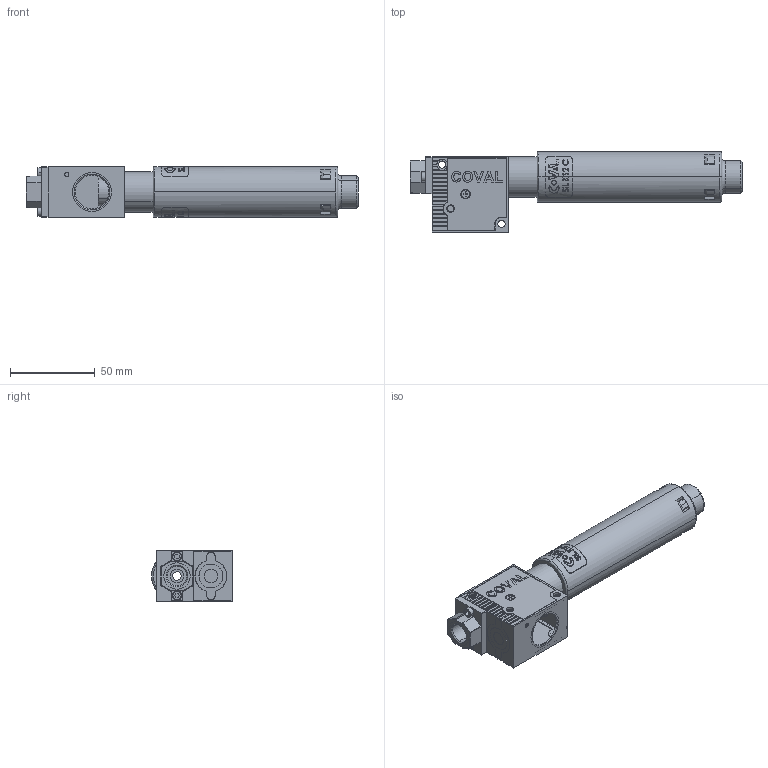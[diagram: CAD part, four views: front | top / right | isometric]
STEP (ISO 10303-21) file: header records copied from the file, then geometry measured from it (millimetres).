
FILE_DESCRIPTION(('STEP AP214'),'1');
FILE_NAME('COVAL_GVP20XK14.stp','2017-12-27T14:32:53',('TraceParts'),('TraceParts S.A.'),'Spatial InterOp 3D',' ',' ');
FILE_SCHEMA(('automotive_design'));
Length unit declared in the file: millimetre
Products named in the file (4): COVAL_GVP20XK14_1; COVAL_GVP20XK14_2; COVAL_GVP20XK14_3; COVAL_GVP20XK14_4
Bounding box: 196 x 47.7 x 30 mm (x, y, z)
Volume: 50068.4 mm3; surface area: 54900.8 mm2
Topology: 20 solids, 20 shells, 1019 faces, 2708 edges, 1781 vertices
Faces by surface type: plane 515, cylinder 266, bspline 130, cone 66, torus 38, sphere 4
Entity records: 60120 total; most frequent: CARTESIAN_POINT 27056, ORIENTED_EDGE 5416, DIRECTION 4697, EDGE_CURVE 2708, VERTEX_POINT 1781, AXIS2_PLACEMENT_3D 1591, LINE 1515, VECTOR 1515
